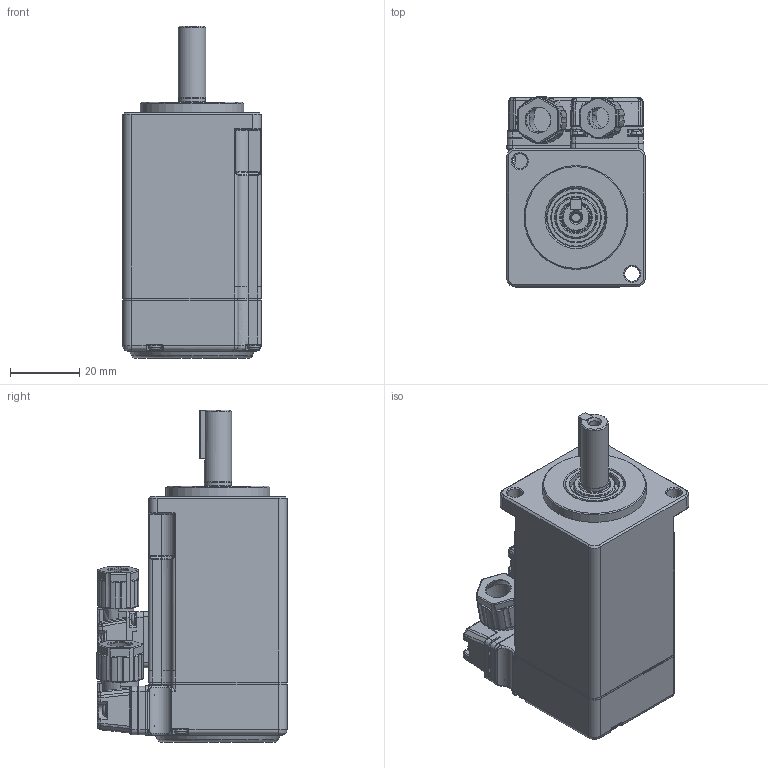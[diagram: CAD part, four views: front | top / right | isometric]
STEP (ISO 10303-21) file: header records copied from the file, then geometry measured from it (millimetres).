
FILE_DESCRIPTION( ('This file contains a STEP AP42 implementation' ,'as created by ZW3D STEP Interface translator.') ,'2;1' );
FILE_NAME( 'MH010A-N2C.stp' ,'221117.143221', (''), ('ZWCAD Software Co.'), 'Version 1.0', 'ZW3D to STEP translator', '' );
FILE_SCHEMA(('AUTOMOTIVE_DESIGN { 1 0 10303 214 1 1 1 1 }'));
Length unit declared in the file: millimetre
Products named in the file (1): 0
Bounding box: 40 x 54.95 x 96 mm (x, y, z)
Surface area: 21342.9 mm2 (no closed solid volume)
Topology: 0 solids, 1 shells, 1855 faces, 4585 edges, 2803 vertices
Faces by surface type: bspline 837, plane 606, cylinder 249, cone 74, sphere 71, torus 18
Full cylindrical faces by diameter (mm): 2.5 x11, 3 x11, 3.1 x1, 3.5 x4, 4.3 x6, 7.8 x1, 8 x1, 8.9 x1, 11.8 x2, 14.2 x1, 17 x1, 30 x1
Entity records: 88252 total; most frequent: CARTESIAN_POINT 46907, ORIENTED_EDGE 9168, DIRECTION 7027, EDGE_CURVE 4584, VERTEX_POINT 2803, AXIS2_PLACEMENT_3D 2541, VECTOR 1945, LINE 1945
